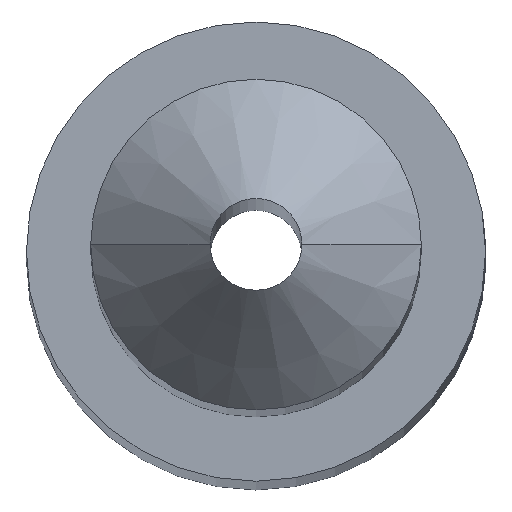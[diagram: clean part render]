
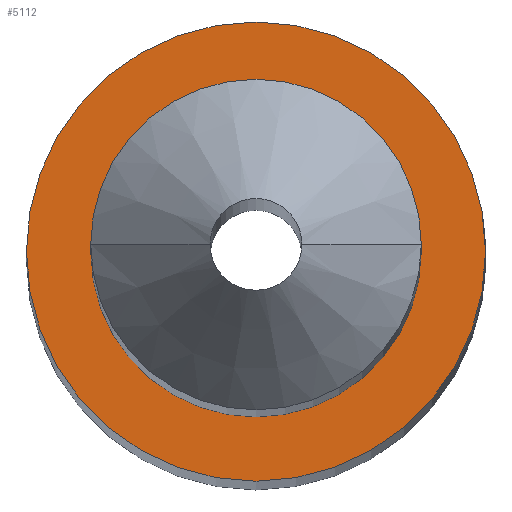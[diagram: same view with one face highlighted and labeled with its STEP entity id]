
A CAD part, top view. The second image highlights one B-rep face of the part: STEP entity #5112.
In plain terms, the highlighted planar face has unit normal (0, 0, 1).
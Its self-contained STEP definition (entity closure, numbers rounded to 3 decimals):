
#58 = CARTESIAN_POINT ( 'NONE',  ( 0., 0., 0. ) ) ;
#653 = VERTEX_POINT ( 'NONE', #1098 ) ;
#654 = VERTEX_POINT ( 'NONE', #1155 ) ;
#680 = VERTEX_POINT ( 'NONE', #928 ) ;
#683 = VERTEX_POINT ( 'NONE', #908 ) ;
#908 = CARTESIAN_POINT ( 'NONE',  ( 0.18, 0., 0. ) ) ;
#928 = CARTESIAN_POINT ( 'NONE',  ( -0.18, 0., 0. ) ) ;
#1075 = EDGE_LOOP ( 'NONE', ( #2427, #2426 ) ) ;
#1083 = EDGE_LOOP ( 'NONE', ( #2429, #2428 ) ) ;
#1098 = CARTESIAN_POINT ( 'NONE',  ( 0.25, 0., 0. ) ) ;
#1155 = CARTESIAN_POINT ( 'NONE',  ( -0.25, 0., 0. ) ) ;
#1348 = CIRCLE ( 'NONE', #4722, 0.18 ) ;
#1350 = CIRCLE ( 'NONE', #4723, 0.18 ) ;
#1377 = CIRCLE ( 'NONE', #4730, 0.25 ) ;
#1499 = CIRCLE ( 'NONE', #4775, 0.25 ) ;
#1611 = FACE_BOUND ( 'NONE', #1083, .T. ) ;
#1616 = FACE_OUTER_BOUND ( 'NONE', #1075, .T. ) ;
#2426 = ORIENTED_EDGE ( 'NONE', *, *, #3029, .T. ) ;
#2427 = ORIENTED_EDGE ( 'NONE', *, *, #4569, .T. ) ;
#2428 = ORIENTED_EDGE ( 'NONE', *, *, #3007, .F. ) ;
#2429 = ORIENTED_EDGE ( 'NONE', *, *, #3010, .F. ) ;
#3007 = EDGE_CURVE ( 'NONE', #680, #683, #1348, .T. ) ;
#3010 = EDGE_CURVE ( 'NONE', #683, #680, #1350, .T. ) ;
#3029 = EDGE_CURVE ( 'NONE', #654, #653, #1377, .T. ) ;
#3587 = DIRECTION ( 'NONE',  ( 0., 0., 1. ) ) ;
#3590 = DIRECTION ( 'NONE',  ( 1., 0., 0. ) ) ;
#3610 = CARTESIAN_POINT ( 'NONE',  ( 0., 0., 0. ) ) ;
#3613 = DIRECTION ( 'NONE',  ( 0., 0., 1. ) ) ;
#3616 = DIRECTION ( 'NONE',  ( 1., 0., 0. ) ) ;
#3746 = CARTESIAN_POINT ( 'NONE',  ( 0., 0., 0. ) ) ;
#3749 = DIRECTION ( 'NONE',  ( 0., 0., 1. ) ) ;
#3752 = DIRECTION ( 'NONE',  ( 1., 0., 0. ) ) ;
#3810 = CARTESIAN_POINT ( 'NONE',  ( 0., 0., 0. ) ) ;
#3812 = DIRECTION ( 'NONE',  ( 0., 0., 1. ) ) ;
#3814 = DIRECTION ( 'NONE',  ( 1., 0., 0. ) ) ;
#4569 = EDGE_CURVE ( 'NONE', #653, #654, #1499, .T. ) ;
#4722 = AXIS2_PLACEMENT_3D ( 'NONE', #58, #3587, #3590 ) ;
#4723 = AXIS2_PLACEMENT_3D ( 'NONE', #3610, #3613, #3616 ) ;
#4730 = AXIS2_PLACEMENT_3D ( 'NONE', #3810, #3812, #3814 ) ;
#4775 = AXIS2_PLACEMENT_3D ( 'NONE', #3746, #3749, #3752 ) ;
#4807 = AXIS2_PLACEMENT_3D ( 'NONE', #6192, #6201, #6202 ) ;
#5112 = ADVANCED_FACE ( 'NONE', ( #1611, #1616 ), #6196, .F. ) ;
#6192 = CARTESIAN_POINT ( 'NONE',  ( 0., 0.18, 0. ) ) ;
#6196 = PLANE ( 'NONE',  #4807 ) ;
#6201 = DIRECTION ( 'NONE',  ( 0., 0., -1. ) ) ;
#6202 = DIRECTION ( 'NONE',  ( -1., 0., 0. ) ) ;
